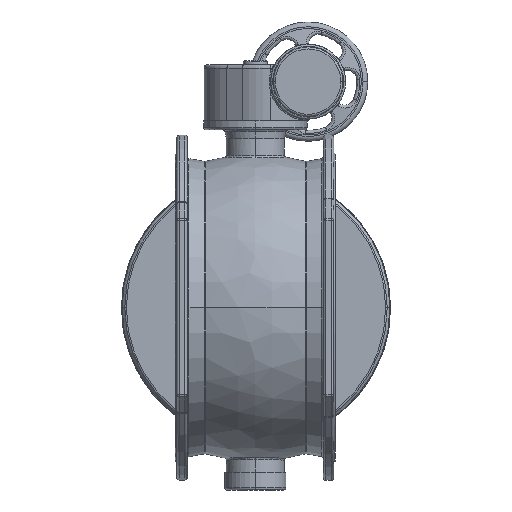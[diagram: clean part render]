
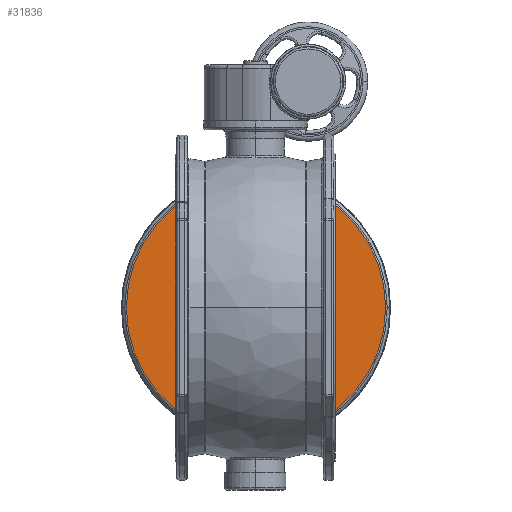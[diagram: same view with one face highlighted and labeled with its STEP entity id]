
A CAD part, front view. The second image highlights one B-rep face of the part: STEP entity #31836.
In plain terms, the highlighted planar face has unit normal (0, -1, 0).
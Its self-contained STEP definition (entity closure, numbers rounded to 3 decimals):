
#30458=CARTESIAN_POINT('',(0.,0.,0.));
#30459=DIRECTION('',(0.,1.,0.));
#30460=DIRECTION('',(1.,0.,0.));
#30461=AXIS2_PLACEMENT_3D('',#30458,#30459,#30460);
#30463=CARTESIAN_POINT('',(0.,0.,0.));
#30464=DIRECTION('',(0.,1.,0.));
#30465=DIRECTION('',(-1.,0.,0.));
#30466=AXIS2_PLACEMENT_3D('',#30463,#30464,#30465);
#30482=CARTESIAN_POINT('',(380.344,0.,
0.));
#30483=CARTESIAN_POINT('',(-380.344,0.,
0.));
#30484=VERTEX_POINT('',#30482);
#30485=VERTEX_POINT('',#30483);
#31827=CARTESIAN_POINT('',(0.,0.,0.));
#31828=DIRECTION('',(0.,-1.,0.));
#31829=DIRECTION('',(-1.,0.,0.));
#31830=AXIS2_PLACEMENT_3D('',#31827,#31828,#31829);
#31831=PLANE('',#31830);
#31832=ORIENTED_EDGE('',*,*,#31809,.T.);
#31833=ORIENTED_EDGE('',*,*,#31794,.T.);
#31834=EDGE_LOOP('',(#31832,#31833));
#31835=FACE_OUTER_BOUND('',#31834,.F.);
#31836=ADVANCED_FACE('',(#31835),#31831,.T.);
#30462=CIRCLE('',#30461,380.344);
#30467=CIRCLE('',#30466,380.344);
#31794=EDGE_CURVE('',#30485,#30484,#30467,.T.);
#31809=EDGE_CURVE('',#30484,#30485,#30462,.T.);
